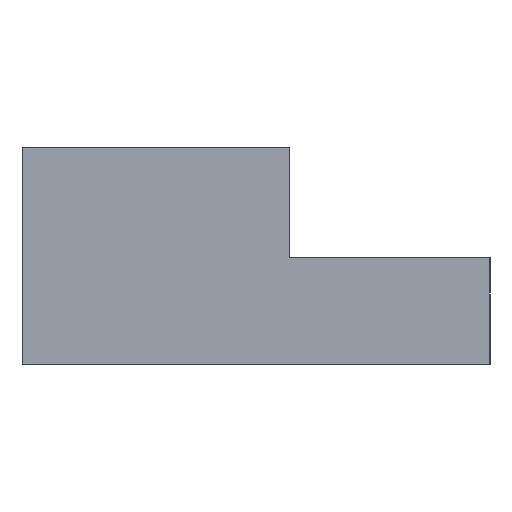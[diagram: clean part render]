
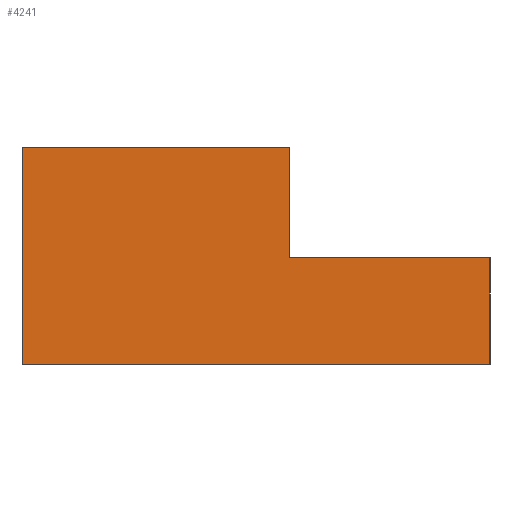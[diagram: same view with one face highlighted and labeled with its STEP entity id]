
A CAD part, left-side view. The second image highlights one B-rep face of the part: STEP entity #4241.
In plain terms, the highlighted planar face has unit normal (-1, 0, 0).
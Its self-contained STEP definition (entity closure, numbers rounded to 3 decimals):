
#44 = CARTESIAN_POINT ( 'NONE',  ( -12.5, 4., 6.5 ) ) ;
#304 = EDGE_CURVE ( 'NONE', #340, #3524, #2398, .T. ) ;
#340 = VERTEX_POINT ( 'NONE', #2451 ) ;
#349 = DIRECTION ( 'NONE',  ( 0., 0., 1. ) ) ;
#387 = VERTEX_POINT ( 'NONE', #4750 ) ;
#418 = VECTOR ( 'NONE', #5174, 1000. ) ;
#565 = VECTOR ( 'NONE', #349, 1000. ) ;
#637 = LINE ( 'NONE', #3664, #1374 ) ;
#707 = EDGE_CURVE ( 'NONE', #3524, #3230, #4224, .T. ) ;
#748 = CARTESIAN_POINT ( 'NONE',  ( -12.5, -4., 6.5 ) ) ;
#763 = ORIENTED_EDGE ( 'NONE', *, *, #1768, .F. ) ;
#1181 = LINE ( 'NONE', #3430, #4702 ) ;
#1274 = EDGE_LOOP ( 'NONE', ( #3810, #763, #2759, #4873, #4521, #1360 ) ) ;
#1331 = CARTESIAN_POINT ( 'NONE',  ( -12.5, 4., 0. ) ) ;
#1360 = ORIENTED_EDGE ( 'NONE', *, *, #2602, .T. ) ;
#1374 = VECTOR ( 'NONE', #5383, 1000. ) ;
#1577 = VECTOR ( 'NONE', #4131, 1000. ) ;
#1630 = DIRECTION ( 'NONE',  ( 0., -1., 0. ) ) ;
#1731 = DIRECTION ( 'NONE',  ( 0., 1., 0. ) ) ;
#1768 = EDGE_CURVE ( 'NONE', #340, #3438, #637, .T. ) ;
#1875 = PLANE ( 'NONE',  #4307 ) ;
#1913 = CARTESIAN_POINT ( 'NONE',  ( -12.5, -10., 3.2 ) ) ;
#2018 = CARTESIAN_POINT ( 'NONE',  ( -12.5, -10., 0. ) ) ;
#2238 = LINE ( 'NONE', #44, #5407 ) ;
#2256 = EDGE_CURVE ( 'NONE', #3230, #3398, #2238, .T. ) ;
#2398 = LINE ( 'NONE', #1913, #1577 ) ;
#2451 = CARTESIAN_POINT ( 'NONE',  ( -12.5, -10., 3.2 ) ) ;
#2473 = CARTESIAN_POINT ( 'NONE',  ( -12.5, 4., 6.5 ) ) ;
#2602 = EDGE_CURVE ( 'NONE', #3398, #387, #4715, .T. ) ;
#2669 = DIRECTION ( 'NONE',  ( 1., 0., 0. ) ) ;
#2759 = ORIENTED_EDGE ( 'NONE', *, *, #304, .T. ) ;
#3230 = VERTEX_POINT ( 'NONE', #5016 ) ;
#3398 = VERTEX_POINT ( 'NONE', #2473 ) ;
#3430 = CARTESIAN_POINT ( 'NONE',  ( -12.5, -4., 0. ) ) ;
#3438 = VERTEX_POINT ( 'NONE', #2018 ) ;
#3486 = FACE_OUTER_BOUND ( 'NONE', #1274, .T. ) ;
#3524 = VERTEX_POINT ( 'NONE', #3991 ) ;
#3664 = CARTESIAN_POINT ( 'NONE',  ( -12.5, -10., 0. ) ) ;
#3810 = ORIENTED_EDGE ( 'NONE', *, *, #4649, .T. ) ;
#3991 = CARTESIAN_POINT ( 'NONE',  ( -12.5, -4., 3.2 ) ) ;
#4001 = DIRECTION ( 'NONE',  ( 0., 0., -1. ) ) ;
#4131 = DIRECTION ( 'NONE',  ( 0., 1., 0. ) ) ;
#4224 = LINE ( 'NONE', #748, #565 ) ;
#4241 = ADVANCED_FACE ( 'NONE', ( #3486 ), #1875, .F. ) ;
#4307 = AXIS2_PLACEMENT_3D ( 'NONE', #4865, #2669, #4001 ) ;
#4521 = ORIENTED_EDGE ( 'NONE', *, *, #2256, .T. ) ;
#4649 = EDGE_CURVE ( 'NONE', #387, #3438, #1181, .T. ) ;
#4702 = VECTOR ( 'NONE', #1630, 1000. ) ;
#4715 = LINE ( 'NONE', #1331, #418 ) ;
#4750 = CARTESIAN_POINT ( 'NONE',  ( -12.5, 4., 0. ) ) ;
#4865 = CARTESIAN_POINT ( 'NONE',  ( -12.5, 0., 0. ) ) ;
#4873 = ORIENTED_EDGE ( 'NONE', *, *, #707, .T. ) ;
#5016 = CARTESIAN_POINT ( 'NONE',  ( -12.5, -4., 6.5 ) ) ;
#5174 = DIRECTION ( 'NONE',  ( 0., 0., -1. ) ) ;
#5383 = DIRECTION ( 'NONE',  ( 0., 0., -1. ) ) ;
#5407 = VECTOR ( 'NONE', #1731, 1000. ) ;
